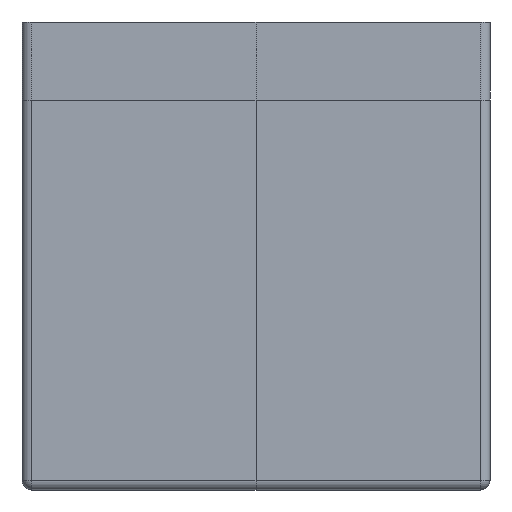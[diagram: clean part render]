
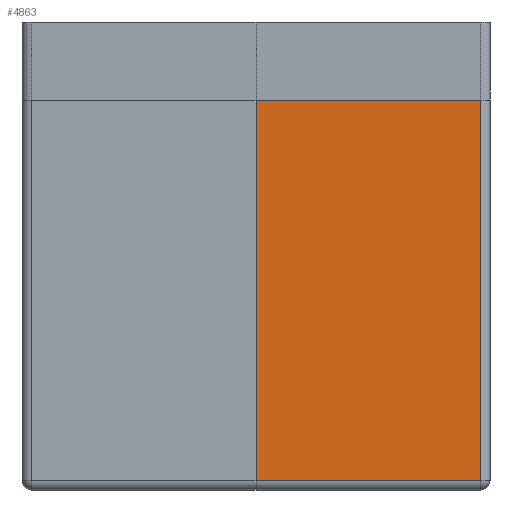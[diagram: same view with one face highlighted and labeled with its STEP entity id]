
A CAD part, front view. The second image highlights one B-rep face of the part: STEP entity #4863.
In plain terms, the highlighted planar face has unit normal (0, -1, 0).
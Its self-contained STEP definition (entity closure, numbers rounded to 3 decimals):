
#1243 = PLANE('',#1244);
#1244 = AXIS2_PLACEMENT_3D('',#1245,#1246,#1247);
#1245 = CARTESIAN_POINT('',(0.,-20.,0.));
#1246 = DIRECTION('',(0.,1.,0.));
#1247 = DIRECTION('',(1.,0.,0.));
#2249 = CYLINDRICAL_SURFACE('',#2250,1.);
#2250 = AXIS2_PLACEMENT_3D('',#2251,#2252,#2253);
#2251 = CARTESIAN_POINT('',(23.,-19.,0.));
#2252 = DIRECTION('',(0.,0.,-1.));
#2253 = DIRECTION('',(1.,0.,0.));
#2970 = VERTEX_POINT('',#2971);
#2971 = CARTESIAN_POINT('',(23.,-20.,0.));
#3016 = EDGE_CURVE('',#3017,#2970,#3019,.T.);
#3017 = VERTEX_POINT('',#3018);
#3018 = CARTESIAN_POINT('',(0.,-20.,0.));
#3019 = SURFACE_CURVE('',#3020,(#3024,#3031),.PCURVE_S1.);
#3020 = LINE('',#3021,#3022);
#3021 = CARTESIAN_POINT('',(0.,-20.,0.));
#3022 = VECTOR('',#3023,1.);
#3023 = DIRECTION('',(1.,0.,0.));
#3024 = PCURVE('',#1243,#3025);
#3025 = DEFINITIONAL_REPRESENTATION('',(#3026),#3030);
#3026 = LINE('',#3027,#3028);
#3027 = CARTESIAN_POINT('',(0.,0.));
#3028 = VECTOR('',#3029,1.);
#3029 = DIRECTION('',(1.,0.));
#3030 = ( GEOMETRIC_REPRESENTATION_CONTEXT(2) 
PARAMETRIC_REPRESENTATION_CONTEXT() REPRESENTATION_CONTEXT('2D SPACE',''
  ) );
#3031 = PCURVE('',#3032,#3037);
#3032 = PLANE('',#3033);
#3033 = AXIS2_PLACEMENT_3D('',#3034,#3035,#3036);
#3034 = CARTESIAN_POINT('',(0.,-20.,0.));
#3035 = DIRECTION('',(0.,-1.,0.));
#3036 = DIRECTION('',(1.,0.,0.));
#3037 = DEFINITIONAL_REPRESENTATION('',(#3038),#3042);
#3038 = LINE('',#3039,#3040);
#3039 = CARTESIAN_POINT('',(0.,0.));
#3040 = VECTOR('',#3041,1.);
#3041 = DIRECTION('',(1.,0.));
#3042 = ( GEOMETRIC_REPRESENTATION_CONTEXT(2) 
PARAMETRIC_REPRESENTATION_CONTEXT() REPRESENTATION_CONTEXT('2D SPACE',''
  ) );
#4426 = CYLINDRICAL_SURFACE('',#4427,1.);
#4427 = AXIS2_PLACEMENT_3D('',#4428,#4429,#4430);
#4428 = CARTESIAN_POINT('',(0.,-19.,-39.));
#4429 = DIRECTION('',(1.,0.,0.));
#4430 = DIRECTION('',(0.,0.,-1.));
#4508 = EDGE_CURVE('',#2970,#4509,#4511,.T.);
#4509 = VERTEX_POINT('',#4510);
#4510 = CARTESIAN_POINT('',(23.,-20.,-39.));
#4511 = SURFACE_CURVE('',#4512,(#4516,#4523),.PCURVE_S1.);
#4512 = LINE('',#4513,#4514);
#4513 = CARTESIAN_POINT('',(23.,-20.,0.));
#4514 = VECTOR('',#4515,1.);
#4515 = DIRECTION('',(0.,0.,-1.));
#4516 = PCURVE('',#2249,#4517);
#4517 = DEFINITIONAL_REPRESENTATION('',(#4518),#4522);
#4518 = LINE('',#4519,#4520);
#4519 = CARTESIAN_POINT('',(1.571,0.));
#4520 = VECTOR('',#4521,1.);
#4521 = DIRECTION('',(0.,1.));
#4522 = ( GEOMETRIC_REPRESENTATION_CONTEXT(2) 
PARAMETRIC_REPRESENTATION_CONTEXT() REPRESENTATION_CONTEXT('2D SPACE',''
  ) );
#4523 = PCURVE('',#3032,#4524);
#4524 = DEFINITIONAL_REPRESENTATION('',(#4525),#4529);
#4525 = LINE('',#4526,#4527);
#4526 = CARTESIAN_POINT('',(23.,0.));
#4527 = VECTOR('',#4528,1.);
#4528 = DIRECTION('',(0.,-1.));
#4529 = ( GEOMETRIC_REPRESENTATION_CONTEXT(2) 
PARAMETRIC_REPRESENTATION_CONTEXT() REPRESENTATION_CONTEXT('2D SPACE',''
  ) );
#4863 = ADVANCED_FACE('',(#4864),#3032,.T.);
#4864 = FACE_BOUND('',#4865,.T.);
#4865 = EDGE_LOOP('',(#4866,#4894,#4915,#4916));
#4866 = ORIENTED_EDGE('',*,*,#4867,.T.);
#4867 = EDGE_CURVE('',#3017,#4868,#4870,.T.);
#4868 = VERTEX_POINT('',#4869);
#4869 = CARTESIAN_POINT('',(0.,-20.,-39.));
#4870 = SURFACE_CURVE('',#4871,(#4875,#4882),.PCURVE_S1.);
#4871 = LINE('',#4872,#4873);
#4872 = CARTESIAN_POINT('',(0.,-20.,0.));
#4873 = VECTOR('',#4874,1.);
#4874 = DIRECTION('',(0.,0.,-1.));
#4875 = PCURVE('',#3032,#4876);
#4876 = DEFINITIONAL_REPRESENTATION('',(#4877),#4881);
#4877 = LINE('',#4878,#4879);
#4878 = CARTESIAN_POINT('',(0.,0.));
#4879 = VECTOR('',#4880,1.);
#4880 = DIRECTION('',(0.,-1.));
#4881 = ( GEOMETRIC_REPRESENTATION_CONTEXT(2) 
PARAMETRIC_REPRESENTATION_CONTEXT() REPRESENTATION_CONTEXT('2D SPACE',''
  ) );
#4882 = PCURVE('',#4883,#4888);
#4883 = PLANE('',#4884);
#4884 = AXIS2_PLACEMENT_3D('',#4885,#4886,#4887);
#4885 = CARTESIAN_POINT('',(0.,-20.,0.));
#4886 = DIRECTION('',(0.,-1.,0.));
#4887 = DIRECTION('',(1.,0.,0.));
#4888 = DEFINITIONAL_REPRESENTATION('',(#4889),#4893);
#4889 = LINE('',#4890,#4891);
#4890 = CARTESIAN_POINT('',(0.,0.));
#4891 = VECTOR('',#4892,1.);
#4892 = DIRECTION('',(0.,-1.));
#4893 = ( GEOMETRIC_REPRESENTATION_CONTEXT(2) 
PARAMETRIC_REPRESENTATION_CONTEXT() REPRESENTATION_CONTEXT('2D SPACE',''
  ) );
#4894 = ORIENTED_EDGE('',*,*,#4895,.T.);
#4895 = EDGE_CURVE('',#4868,#4509,#4896,.T.);
#4896 = SURFACE_CURVE('',#4897,(#4901,#4908),.PCURVE_S1.);
#4897 = LINE('',#4898,#4899);
#4898 = CARTESIAN_POINT('',(0.,-20.,-39.));
#4899 = VECTOR('',#4900,1.);
#4900 = DIRECTION('',(1.,0.,0.));
#4901 = PCURVE('',#3032,#4902);
#4902 = DEFINITIONAL_REPRESENTATION('',(#4903),#4907);
#4903 = LINE('',#4904,#4905);
#4904 = CARTESIAN_POINT('',(0.,-39.));
#4905 = VECTOR('',#4906,1.);
#4906 = DIRECTION('',(1.,0.));
#4907 = ( GEOMETRIC_REPRESENTATION_CONTEXT(2) 
PARAMETRIC_REPRESENTATION_CONTEXT() REPRESENTATION_CONTEXT('2D SPACE',''
  ) );
#4908 = PCURVE('',#4426,#4909);
#4909 = DEFINITIONAL_REPRESENTATION('',(#4910),#4914);
#4910 = LINE('',#4911,#4912);
#4911 = CARTESIAN_POINT('',(-1.571,0.));
#4912 = VECTOR('',#4913,1.);
#4913 = DIRECTION('',(0.,1.));
#4914 = ( GEOMETRIC_REPRESENTATION_CONTEXT(2) 
PARAMETRIC_REPRESENTATION_CONTEXT() REPRESENTATION_CONTEXT('2D SPACE',''
  ) );
#4915 = ORIENTED_EDGE('',*,*,#4508,.F.);
#4916 = ORIENTED_EDGE('',*,*,#3016,.F.);
